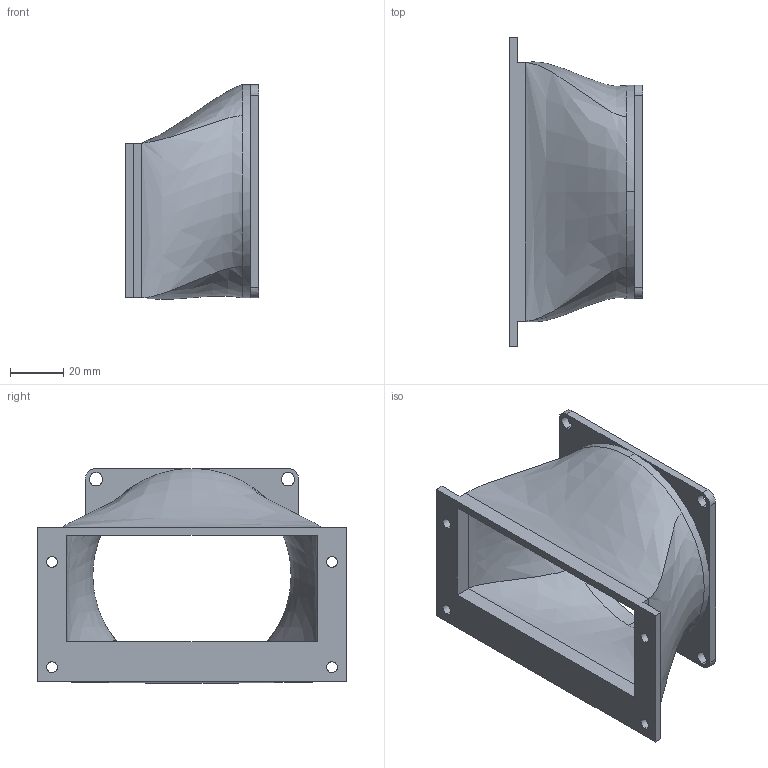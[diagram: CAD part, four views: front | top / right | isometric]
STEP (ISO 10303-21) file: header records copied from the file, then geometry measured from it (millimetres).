
FILE_DESCRIPTION ((), '1');
FILE_NAME ('Funnel.stp', '2021-04-30T10:11:54', ('Unknown'), ('Unknown'), 'HarmonyWare STEP v2.1.4', 'HarmonyWare Translators', '');
FILE_SCHEMA (('CONFIG_CONTROL_DESIGN'));
Length unit declared in the file: millimetre
Products named in the file (2): Funnel
Assembly tree (1 placements, depth 2):
  (unnamed)
    Funnel
Bounding box: 50 x 116 x 80.6 mm (x, y, z)
Volume: 68228.7 mm3; surface area: 35285.5 mm2
Topology: 1 solids, 1 shells, 54 faces, 142 edges, 90 vertices
Faces by surface type: bspline 54
Entity records: 5704 total; most frequent: CARTESIAN_POINT 4200, ORIENTED_EDGE 284, EDGE_CURVE 142, B_SPLINE_CURVE_WITH_KNOTS 96, VERTEX_POINT 90, EDGE_LOOP 72, COLOUR_RGB 55, FILL_AREA_STYLE_COLOUR 55
